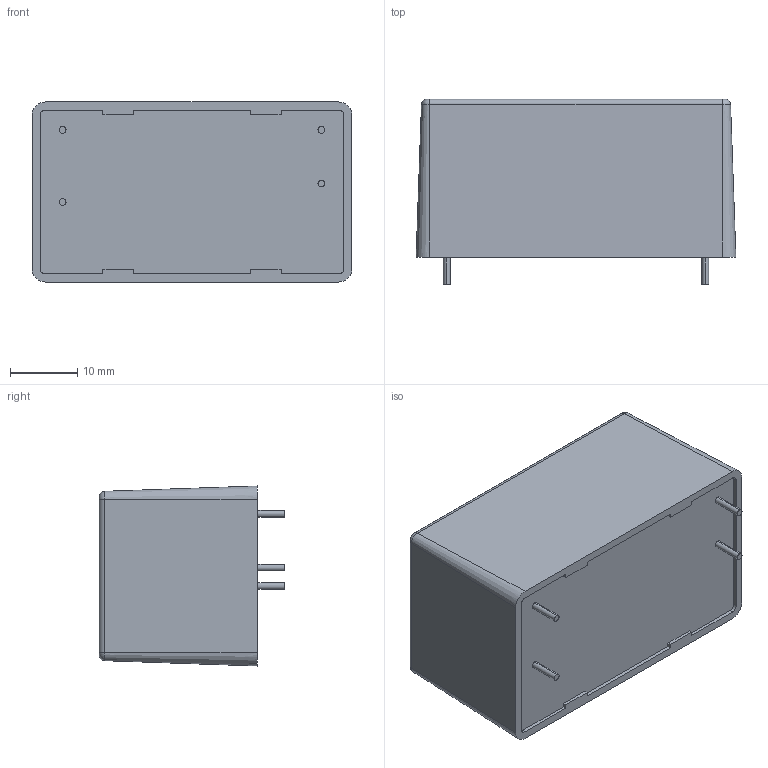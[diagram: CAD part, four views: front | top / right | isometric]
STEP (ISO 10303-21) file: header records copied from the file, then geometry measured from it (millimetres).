
FILE_DESCRIPTION (( 'STEP AP214' ), '1' );
FILE_NAME ('LD15-23B03R2.STEP', '2021-04-07T22:48:42', ( '' ), ( '' ), 'SwSTEP 2.0', 'SolidWorks 2017', '' );
FILE_SCHEMA (( 'AUTOMOTIVE_DESIGN' ));
Length unit declared in the file: millimetre
Products named in the file (1): LD15-23B03R2
Bounding box: 47.6 x 27.6 x 26.8 mm (x, y, z)
Volume: 27963.7 mm3; surface area: 5875.7 mm2
Topology: 5 solids, 5 shells, 59 faces, 136 edges, 88 vertices
Faces by surface type: plane 35, cylinder 16, cone 4, torus 4
Entity records: 1740 total; most frequent: DIRECTION 300, CARTESIAN_POINT 284, ORIENTED_EDGE 272, EDGE_CURVE 136, AXIS2_PLACEMENT_3D 104, VECTOR 92, LINE 92, VERTEX_POINT 88
